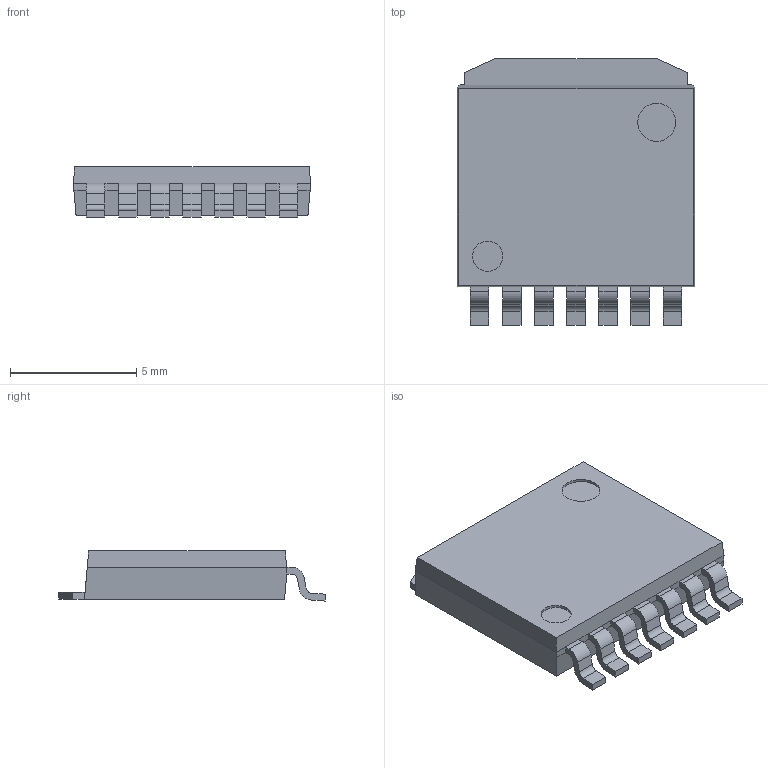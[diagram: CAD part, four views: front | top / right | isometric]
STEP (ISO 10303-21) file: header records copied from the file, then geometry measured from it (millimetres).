
FILE_DESCRIPTION (( 'STEP AP214' ), '1' );
FILE_NAME ('HRP7(RevB).STEP', '2020-09-28T11:14:31', ( '' ), ( '' ), 'SwSTEP 2.0', 'SolidWorks 2013', '' );
FILE_SCHEMA (( 'AUTOMOTIVE_DESIGN' ));
Length unit declared in the file: millimetre
Products named in the file (1): HRP7(RevB)
Bounding box: 9.39 x 10.54 x 1.99 mm (x, y, z)
Volume: 144.7 mm3; surface area: 258.9 mm2
Topology: 1 solids, 1 shells, 122 faces, 329 edges, 212 vertices
Faces by surface type: plane 90, cylinder 32
Entity records: 4915 total; most frequent: CARTESIAN_POINT 664, ORIENTED_EDGE 658, DIRECTION 639, EDGE_CURVE 329, VECTOR 265, LINE 265, VERTEX_POINT 212, AXIS2_PLACEMENT_3D 187
